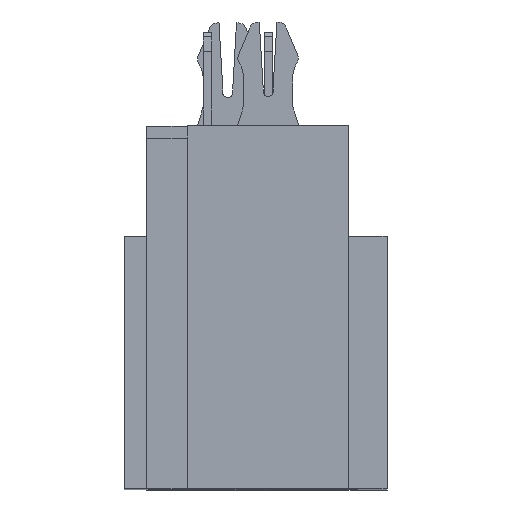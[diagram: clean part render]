
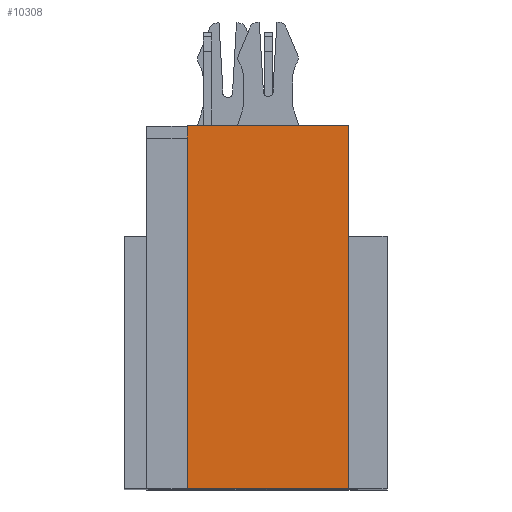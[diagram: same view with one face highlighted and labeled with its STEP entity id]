
A CAD part, top view. The second image highlights one B-rep face of the part: STEP entity #10308.
In plain terms, the highlighted planar face has unit normal (0, 0, 1).
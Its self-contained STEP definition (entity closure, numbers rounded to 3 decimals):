
#88 = DIRECTION ( 'NONE',  ( -1., 0., 0. ) ) ;
#279 = VECTOR ( 'NONE', #21185, 1000. ) ;
#680 = VECTOR ( 'NONE', #16771, 1000. ) ;
#1258 = VERTEX_POINT ( 'NONE', #8380 ) ;
#1533 = AXIS2_PLACEMENT_3D ( 'NONE', #13726, #20608, #88 ) ;
#1770 = CARTESIAN_POINT ( 'NONE',  ( -20.821, 10.6, 35.345 ) ) ;
#2390 = CARTESIAN_POINT ( 'NONE',  ( -20.9, 1.7, 35.345 ) ) ;
#2680 = EDGE_LOOP ( 'NONE', ( #11195, #17767, #3916, #17288 ) ) ;
#3223 = LINE ( 'NONE', #1770, #279 ) ;
#3754 = VERTEX_POINT ( 'NONE', #18581 ) ;
#3916 = ORIENTED_EDGE ( 'NONE', *, *, #21315, .T. ) ;
#5618 = DIRECTION ( 'NONE',  ( -1., 0., 0. ) ) ;
#6252 = DIRECTION ( 'NONE',  ( 0., 1., 0. ) ) ;
#6620 = VECTOR ( 'NONE', #6252, 1000. ) ;
#7488 = VERTEX_POINT ( 'NONE', #10693 ) ;
#8380 = CARTESIAN_POINT ( 'NONE',  ( -24.85, 10.6, 35.345 ) ) ;
#8768 = LINE ( 'NONE', #11015, #11194 ) ;
#9592 = LINE ( 'NONE', #20031, #6620 ) ;
#9820 = EDGE_CURVE ( 'NONE', #7488, #1258, #9592, .T. ) ;
#9952 = EDGE_CURVE ( 'NONE', #11245, #7488, #8768, .T. ) ;
#10308 = ADVANCED_FACE ( 'NONE', ( #22085 ), #22428, .F. ) ;
#10693 = CARTESIAN_POINT ( 'NONE',  ( -24.85, 1.7, 35.345 ) ) ;
#11015 = CARTESIAN_POINT ( 'NONE',  ( -19.821, 1.7, 35.345 ) ) ;
#11194 = VECTOR ( 'NONE', #5618, 1000. ) ;
#11195 = ORIENTED_EDGE ( 'NONE', *, *, #9820, .F. ) ;
#11245 = VERTEX_POINT ( 'NONE', #2390 ) ;
#13726 = CARTESIAN_POINT ( 'NONE',  ( -20.821, 10.778, 35.345 ) ) ;
#16771 = DIRECTION ( 'NONE',  ( 0., 1., 0. ) ) ;
#17288 = ORIENTED_EDGE ( 'NONE', *, *, #19655, .F. ) ;
#17767 = ORIENTED_EDGE ( 'NONE', *, *, #9952, .F. ) ;
#18581 = CARTESIAN_POINT ( 'NONE',  ( -20.9, 10.6, 35.345 ) ) ;
#19655 = EDGE_CURVE ( 'NONE', #1258, #3754, #3223, .T. ) ;
#20031 = CARTESIAN_POINT ( 'NONE',  ( -24.85, 10.778, 35.345 ) ) ;
#20180 = CARTESIAN_POINT ( 'NONE',  ( -20.9, 10.778, 35.345 ) ) ;
#20608 = DIRECTION ( 'NONE',  ( 0., 0., -1. ) ) ;
#21185 = DIRECTION ( 'NONE',  ( 1., 0., 0. ) ) ;
#21315 = EDGE_CURVE ( 'NONE', #11245, #3754, #21607, .T. ) ;
#21607 = LINE ( 'NONE', #20180, #680 ) ;
#22085 = FACE_OUTER_BOUND ( 'NONE', #2680, .T. ) ;
#22428 = PLANE ( 'NONE',  #1533 ) ;
